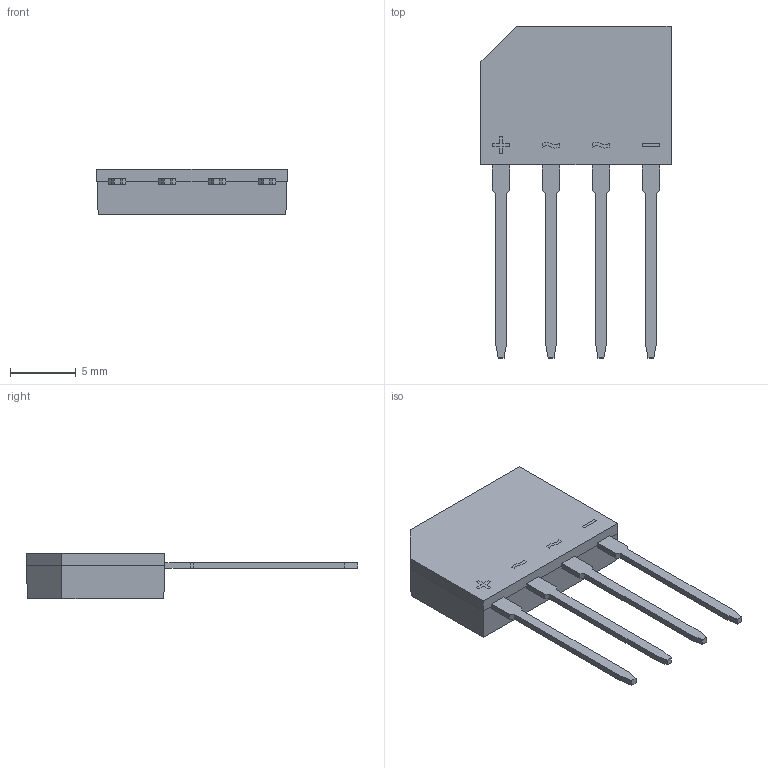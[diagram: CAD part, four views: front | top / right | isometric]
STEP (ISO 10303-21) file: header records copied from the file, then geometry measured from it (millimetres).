
FILE_DESCRIPTION (( 'STEP AP214' ), '1' );
FILE_NAME ('KBP005G.STEP', '2023-11-22T04:56:41', ( '' ), ( '' ), 'SwSTEP 2.0', 'SolidWorks 2021', '' );
FILE_SCHEMA (( 'AUTOMOTIVE_DESIGN' ));
Length unit declared in the file: millimetre
Products named in the file (1): KBP005G
Bounding box: 14.5 x 25.33 x 3.5 mm (x, y, z)
Volume: 542.1 mm3; surface area: 630 mm2
Topology: 9 solids, 9 shells, 132 faces, 325 edges, 215 vertices
Faces by surface type: plane 116, cylinder 16
Entity records: 3947 total; most frequent: CARTESIAN_POINT 673, ORIENTED_EDGE 650, DIRECTION 623, EDGE_CURVE 325, LINE 293, VECTOR 293, VERTEX_POINT 215, AXIS2_PLACEMENT_3D 165
